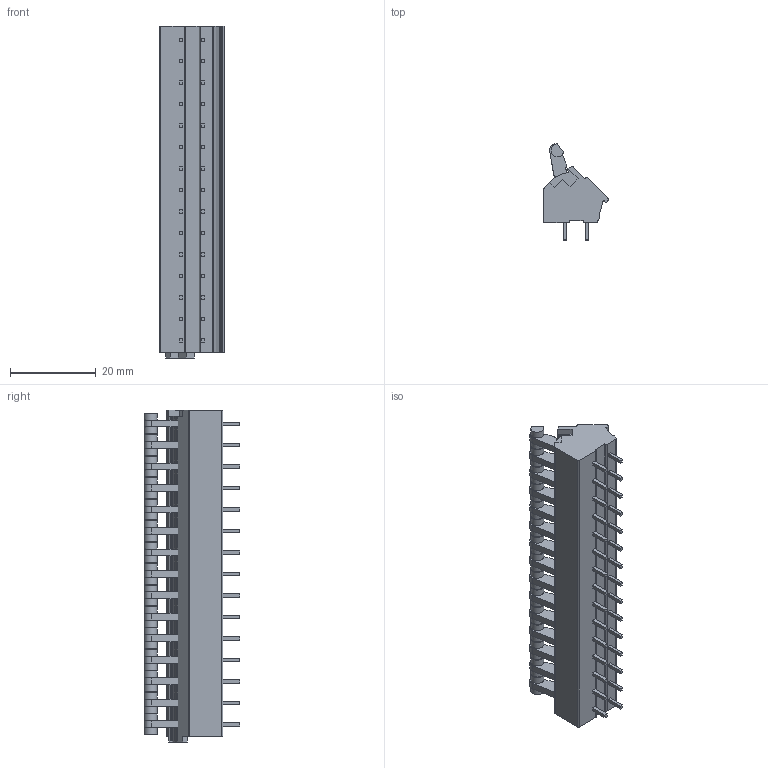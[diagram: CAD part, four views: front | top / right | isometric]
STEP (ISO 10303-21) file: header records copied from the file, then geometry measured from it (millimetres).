
FILE_DESCRIPTION((''),'2;1');
FILE_NAME('PRT0001','2024-10-15T10:05:07',('tluser'),(''),'CREO PARAMETRIC BY PTC INC, 2018100','CREO PARAMETRIC BY PTC INC, 2018100','');
FILE_SCHEMA(('CONFIG_CONTROL_DESIGN'));
Products named in the file (1): PRT0001
Bounding box: 15 x 22.27 x 77.3 mm (x, y, z)
Volume: 10435 mm3; surface area: 6587.5 mm2
Topology: 1 solids, 1 shells, 1143 faces, 2853 edges, 1757 vertices
Faces by surface type: plane 513, cylinder 480, bspline 75, sphere 30, torus 30, cone 15
Entity records: 45462 total; most frequent: CARTESIAN_POINT 18510, ORIENTED_EDGE 5706, DIRECTION 5499, EDGE_CURVE 2853, AXIS2_PLACEMENT_3D 1848, VECTOR 1803, LINE 1803, VERTEX_POINT 1757
